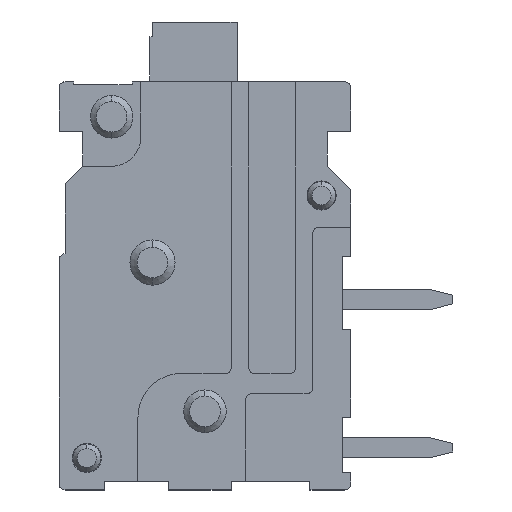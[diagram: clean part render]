
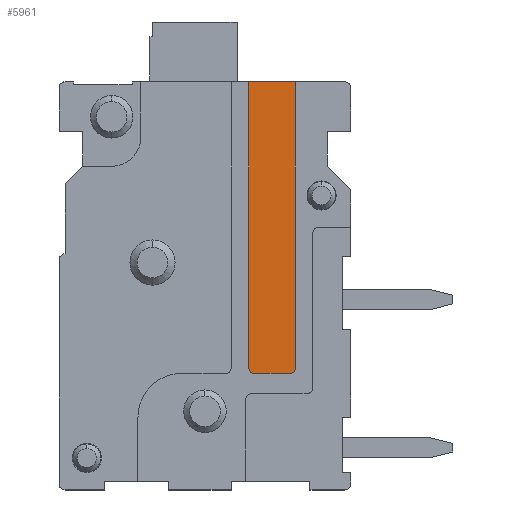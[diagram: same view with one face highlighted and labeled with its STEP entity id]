
A CAD part, left-side view. The second image highlights one B-rep face of the part: STEP entity #5961.
In plain terms, the highlighted face is planar.
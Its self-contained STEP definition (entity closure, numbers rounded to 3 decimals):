
#273 = DIRECTION ( 'NONE',  ( 0., 0., 1. ) ) ;
#420 = CARTESIAN_POINT ( 'NONE',  ( 8.1, 14., 3.54 ) ) ;
#594 = CARTESIAN_POINT ( 'NONE',  ( 6.7, 4., 3.54 ) ) ;
#669 = DIRECTION ( 'NONE',  ( 0., 1., 0. ) ) ;
#1024 = DIRECTION ( 'NONE',  ( 0., 0., 1. ) ) ;
#1048 = ORIENTED_EDGE ( 'NONE', *, *, #1620, .T. ) ;
#1599 = LINE ( 'NONE', #9321, #8316 ) ;
#1602 = VERTEX_POINT ( 'NONE', #10393 ) ;
#1605 = VECTOR ( 'NONE', #3749, 1000. ) ;
#1620 = EDGE_CURVE ( 'NONE', #5480, #6428, #12281, .T. ) ;
#1704 = VERTEX_POINT ( 'NONE', #10453 ) ;
#1724 = EDGE_CURVE ( 'NONE', #1704, #1602, #5747, .T. ) ;
#1783 = CARTESIAN_POINT ( 'NONE',  ( 6.5, 14., 3.54 ) ) ;
#1899 = DIRECTION ( 'NONE',  ( 0., -1., 0. ) ) ;
#1943 = CARTESIAN_POINT ( 'NONE',  ( 6.7, 4.2, 3.54 ) ) ;
#2071 = PLANE ( 'NONE',  #8854 ) ;
#2238 = CARTESIAN_POINT ( 'NONE',  ( 7.9, 4.2, 3.54 ) ) ;
#3173 = EDGE_CURVE ( 'NONE', #6346, #9889, #6813, .T. ) ;
#3561 = EDGE_CURVE ( 'NONE', #6346, #5480, #7535, .T. ) ;
#3747 = AXIS2_PLACEMENT_3D ( 'NONE', #2238, #273, #7182 ) ;
#3749 = DIRECTION ( 'NONE',  ( 1., 0., 0. ) ) ;
#3955 = AXIS2_PLACEMENT_3D ( 'NONE', #1943, #11391, #4013 ) ;
#4013 = DIRECTION ( 'NONE',  ( -1., 0., 0. ) ) ;
#4314 = CARTESIAN_POINT ( 'NONE',  ( 6.7, 4., 3.54 ) ) ;
#4372 = DIRECTION ( 'NONE',  ( 1., 0., 0. ) ) ;
#4832 = DIRECTION ( 'NONE',  ( 1., 0., 0. ) ) ;
#5382 = LINE ( 'NONE', #4314, #11516 ) ;
#5480 = VERTEX_POINT ( 'NONE', #12195 ) ;
#5483 = CARTESIAN_POINT ( 'NONE',  ( 6.5, 14., 3.54 ) ) ;
#5747 = CIRCLE ( 'NONE', #3747, 0.2 ) ;
#5961 = ADVANCED_FACE ( 'NONE', ( #8636 ), #2071, .T. ) ;
#6346 = VERTEX_POINT ( 'NONE', #1783 ) ;
#6428 = VERTEX_POINT ( 'NONE', #594 ) ;
#6570 = CARTESIAN_POINT ( 'NONE',  ( 0., 0., 3.54 ) ) ;
#6811 = ORIENTED_EDGE ( 'NONE', *, *, #3173, .F. ) ;
#6813 = LINE ( 'NONE', #9657, #1605 ) ;
#7182 = DIRECTION ( 'NONE',  ( 0., -1., 0. ) ) ;
#7535 = LINE ( 'NONE', #5483, #11733 ) ;
#7786 = ORIENTED_EDGE ( 'NONE', *, *, #11970, .T. ) ;
#8219 = EDGE_CURVE ( 'NONE', #1602, #9889, #1599, .T. ) ;
#8316 = VECTOR ( 'NONE', #669, 1000. ) ;
#8636 = FACE_OUTER_BOUND ( 'NONE', #11382, .T. ) ;
#8854 = AXIS2_PLACEMENT_3D ( 'NONE', #6570, #1024, #4832 ) ;
#9037 = ORIENTED_EDGE ( 'NONE', *, *, #1724, .T. ) ;
#9321 = CARTESIAN_POINT ( 'NONE',  ( 8.1, 4.2, 3.54 ) ) ;
#9657 = CARTESIAN_POINT ( 'NONE',  ( 6.5, 14., 3.54 ) ) ;
#9889 = VERTEX_POINT ( 'NONE', #420 ) ;
#10393 = CARTESIAN_POINT ( 'NONE',  ( 8.1, 4.2, 3.54 ) ) ;
#10453 = CARTESIAN_POINT ( 'NONE',  ( 7.9, 4., 3.54 ) ) ;
#11382 = EDGE_LOOP ( 'NONE', ( #7786, #9037, #11491, #6811, #11662, #1048 ) ) ;
#11391 = DIRECTION ( 'NONE',  ( 0., 0., 1. ) ) ;
#11491 = ORIENTED_EDGE ( 'NONE', *, *, #8219, .T. ) ;
#11516 = VECTOR ( 'NONE', #4372, 1000. ) ;
#11662 = ORIENTED_EDGE ( 'NONE', *, *, #3561, .T. ) ;
#11733 = VECTOR ( 'NONE', #1899, 1000. ) ;
#11970 = EDGE_CURVE ( 'NONE', #6428, #1704, #5382, .T. ) ;
#12195 = CARTESIAN_POINT ( 'NONE',  ( 6.5, 4.2, 3.54 ) ) ;
#12281 = CIRCLE ( 'NONE', #3955, 0.2 ) ;
